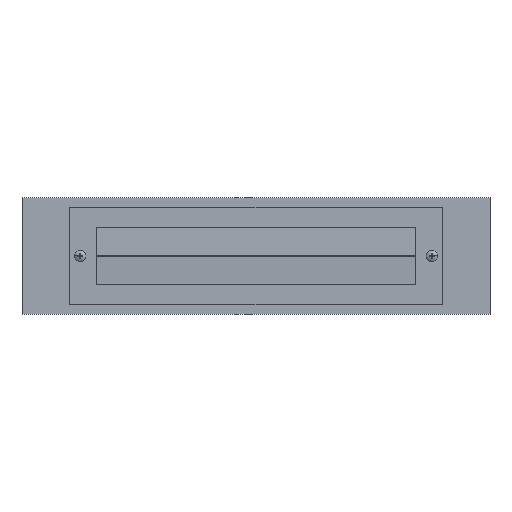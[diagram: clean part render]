
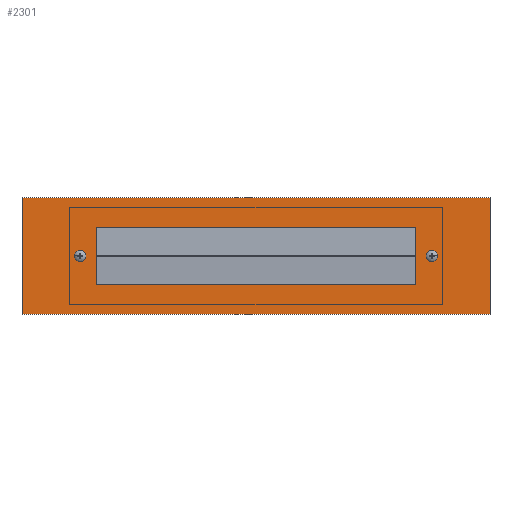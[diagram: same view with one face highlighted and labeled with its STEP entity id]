
A CAD part, top view. The second image highlights one B-rep face of the part: STEP entity #2301.
In plain terms, the highlighted planar face has unit normal (0, 0, 1).
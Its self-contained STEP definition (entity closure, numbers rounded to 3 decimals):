
#57 = EDGE_LOOP ( 'NONE', ( #3913, #729, #774, #1196 ) ) ;
#67 = ORIENTED_EDGE ( 'NONE', *, *, #3970, .F. ) ;
#71 = EDGE_CURVE ( 'NONE', #2272, #2277, #4140, .T. ) ;
#74 = ORIENTED_EDGE ( 'NONE', *, *, #1161, .T. ) ;
#142 = ORIENTED_EDGE ( 'NONE', *, *, #3097, .T. ) ;
#198 = LINE ( 'NONE', #3478, #2429 ) ;
#405 = CARTESIAN_POINT ( 'NONE',  ( 152.5, 0., 0.01 ) ) ;
#431 = DIRECTION ( 'NONE',  ( 0., 1., 0. ) ) ;
#439 = VECTOR ( 'NONE', #431, 1000. ) ;
#532 = CIRCLE ( 'NONE', #1758, 3. ) ;
#614 = LINE ( 'NONE', #3883, #2152 ) ;
#637 = EDGE_LOOP ( 'NONE', ( #1097, #2993, #142, #74 ) ) ;
#658 = FACE_BOUND ( 'NONE', #1954, .T. ) ;
#680 = CARTESIAN_POINT ( 'NONE',  ( -136., -24., 0.01 ) ) ;
#725 = DIRECTION ( 'NONE',  ( 1., 0., 0. ) ) ;
#729 = ORIENTED_EDGE ( 'NONE', *, *, #3017, .F. ) ;
#774 = ORIENTED_EDGE ( 'NONE', *, *, #3967, .F. ) ;
#786 = ORIENTED_EDGE ( 'NONE', *, *, #3756, .F. ) ;
#798 = VERTEX_POINT ( 'NONE', #1613 ) ;
#819 = DIRECTION ( 'NONE',  ( -1., 0., 0. ) ) ;
#868 = AXIS2_PLACEMENT_3D ( 'NONE', #1075, #2033, #725 ) ;
#933 = LINE ( 'NONE', #1242, #1869 ) ;
#990 = DIRECTION ( 'NONE',  ( 0., 0., 1. ) ) ;
#1043 = LINE ( 'NONE', #3376, #439 ) ;
#1044 = DIRECTION ( 'NONE',  ( 1., 0., 0. ) ) ;
#1053 = VERTEX_POINT ( 'NONE', #4198 ) ;
#1067 = CARTESIAN_POINT ( 'NONE',  ( 149.5, 0., 0.01 ) ) ;
#1075 = CARTESIAN_POINT ( 'NONE',  ( -149.5, 0., 0.01 ) ) ;
#1097 = ORIENTED_EDGE ( 'NONE', *, *, #3194, .T. ) ;
#1098 = DIRECTION ( 'NONE',  ( 0., 0., 1. ) ) ;
#1147 = CIRCLE ( 'NONE', #868, 3. ) ;
#1161 = EDGE_CURVE ( 'NONE', #1223, #3087, #2143, .T. ) ;
#1196 = ORIENTED_EDGE ( 'NONE', *, *, #2399, .F. ) ;
#1223 = VERTEX_POINT ( 'NONE', #4123 ) ;
#1242 = CARTESIAN_POINT ( 'NONE',  ( -136., 24., 0.01 ) ) ;
#1289 = VERTEX_POINT ( 'NONE', #1539 ) ;
#1298 = CARTESIAN_POINT ( 'NONE',  ( 0., 0., 0.01 ) ) ;
#1305 = VERTEX_POINT ( 'NONE', #1481 ) ;
#1336 = CARTESIAN_POINT ( 'NONE',  ( -136., -24., 0.01 ) ) ;
#1346 = FACE_BOUND ( 'NONE', #3293, .T. ) ;
#1358 = LINE ( 'NONE', #1336, #1624 ) ;
#1481 = CARTESIAN_POINT ( 'NONE',  ( 136., 24., 0.01 ) ) ;
#1497 = CARTESIAN_POINT ( 'NONE',  ( -136., -24., 0.01 ) ) ;
#1539 = CARTESIAN_POINT ( 'NONE',  ( -199., -49.5, 0.01 ) ) ;
#1585 = CARTESIAN_POINT ( 'NONE',  ( 149.5, 0., 0.01 ) ) ;
#1601 = VERTEX_POINT ( 'NONE', #680 ) ;
#1613 = CARTESIAN_POINT ( 'NONE',  ( 199., -49.5, 0.01 ) ) ;
#1624 = VECTOR ( 'NONE', #1044, 1000. ) ;
#1654 = CARTESIAN_POINT ( 'NONE',  ( -199., 49.5, 0.01 ) ) ;
#1711 = EDGE_CURVE ( 'NONE', #1305, #1053, #933, .T. ) ;
#1721 = DIRECTION ( 'NONE',  ( 0., 0., 1. ) ) ;
#1746 = CIRCLE ( 'NONE', #2852, 3. ) ;
#1758 = AXIS2_PLACEMENT_3D ( 'NONE', #1067, #1721, #3653 ) ;
#1792 = ORIENTED_EDGE ( 'NONE', *, *, #71, .F. ) ;
#1814 = AXIS2_PLACEMENT_3D ( 'NONE', #1298, #990, #1969 ) ;
#1821 = CARTESIAN_POINT ( 'NONE',  ( 146.5, 0., 0.01 ) ) ;
#1825 = CARTESIAN_POINT ( 'NONE',  ( -199., 49.5, 0.01 ) ) ;
#1850 = AXIS2_PLACEMENT_3D ( 'NONE', #3468, #1098, #3034 ) ;
#1869 = VECTOR ( 'NONE', #2564, 1000. ) ;
#1929 = LINE ( 'NONE', #4247, #1968 ) ;
#1954 = EDGE_LOOP ( 'NONE', ( #67, #3450 ) ) ;
#1968 = VECTOR ( 'NONE', #2234, 1000. ) ;
#1969 = DIRECTION ( 'NONE',  ( 1., 0., 0. ) ) ;
#2033 = DIRECTION ( 'NONE',  ( 0., 0., 1. ) ) ;
#2143 = LINE ( 'NONE', #1825, #2553 ) ;
#2152 = VECTOR ( 'NONE', #2880, 1000. ) ;
#2214 = VERTEX_POINT ( 'NONE', #405 ) ;
#2234 = DIRECTION ( 'NONE',  ( 1., 0., 0. ) ) ;
#2272 = VERTEX_POINT ( 'NONE', #3232 ) ;
#2276 = PLANE ( 'NONE',  #1814 ) ;
#2277 = VERTEX_POINT ( 'NONE', #3921 ) ;
#2280 = DIRECTION ( 'NONE',  ( 0., 0., 1. ) ) ;
#2301 = ADVANCED_FACE ( 'NONE', ( #658, #2924, #4240, #1346 ), #2276, .T. ) ;
#2399 = EDGE_CURVE ( 'NONE', #1053, #1601, #3122, .T. ) ;
#2429 = VECTOR ( 'NONE', #2821, 1000. ) ;
#2515 = DIRECTION ( 'NONE',  ( 1., 0., 0. ) ) ;
#2553 = VECTOR ( 'NONE', #819, 1000. ) ;
#2564 = DIRECTION ( 'NONE',  ( -1., 0., 0. ) ) ;
#2815 = DIRECTION ( 'NONE',  ( 0., -1., 0. ) ) ;
#2821 = DIRECTION ( 'NONE',  ( 0., 1., 0. ) ) ;
#2852 = AXIS2_PLACEMENT_3D ( 'NONE', #1585, #2280, #2515 ) ;
#2880 = DIRECTION ( 'NONE',  ( 0., -1., 0. ) ) ;
#2919 = VECTOR ( 'NONE', #2815, 1000. ) ;
#2924 = FACE_OUTER_BOUND ( 'NONE', #637, .T. ) ;
#2993 = ORIENTED_EDGE ( 'NONE', *, *, #4219, .T. ) ;
#3017 = EDGE_CURVE ( 'NONE', #3887, #1305, #1043, .T. ) ;
#3034 = DIRECTION ( 'NONE',  ( 1., 0., 0. ) ) ;
#3087 = VERTEX_POINT ( 'NONE', #1654 ) ;
#3097 = EDGE_CURVE ( 'NONE', #798, #1223, #198, .T. ) ;
#3122 = LINE ( 'NONE', #1497, #2919 ) ;
#3194 = EDGE_CURVE ( 'NONE', #3087, #1289, #614, .T. ) ;
#3232 = CARTESIAN_POINT ( 'NONE',  ( -152.5, 0., 0.01 ) ) ;
#3253 = EDGE_CURVE ( 'NONE', #2214, #3487, #1746, .T. ) ;
#3293 = EDGE_LOOP ( 'NONE', ( #1792, #786 ) ) ;
#3376 = CARTESIAN_POINT ( 'NONE',  ( 136., -24., 0.01 ) ) ;
#3450 = ORIENTED_EDGE ( 'NONE', *, *, #3253, .F. ) ;
#3468 = CARTESIAN_POINT ( 'NONE',  ( -149.5, 0., 0.01 ) ) ;
#3478 = CARTESIAN_POINT ( 'NONE',  ( 199., 49.5, 0.01 ) ) ;
#3487 = VERTEX_POINT ( 'NONE', #1821 ) ;
#3653 = DIRECTION ( 'NONE',  ( 1., 0., 0. ) ) ;
#3756 = EDGE_CURVE ( 'NONE', #2277, #2272, #1147, .T. ) ;
#3883 = CARTESIAN_POINT ( 'NONE',  ( -199., 49.5, 0.01 ) ) ;
#3887 = VERTEX_POINT ( 'NONE', #4270 ) ;
#3913 = ORIENTED_EDGE ( 'NONE', *, *, #1711, .F. ) ;
#3921 = CARTESIAN_POINT ( 'NONE',  ( -146.5, 0., 0.01 ) ) ;
#3967 = EDGE_CURVE ( 'NONE', #1601, #3887, #1358, .T. ) ;
#3970 = EDGE_CURVE ( 'NONE', #3487, #2214, #532, .T. ) ;
#4123 = CARTESIAN_POINT ( 'NONE',  ( 199., 49.5, 0.01 ) ) ;
#4140 = CIRCLE ( 'NONE', #1850, 3. ) ;
#4198 = CARTESIAN_POINT ( 'NONE',  ( -136., 24., 0.01 ) ) ;
#4219 = EDGE_CURVE ( 'NONE', #1289, #798, #1929, .T. ) ;
#4240 = FACE_BOUND ( 'NONE', #57, .T. ) ;
#4247 = CARTESIAN_POINT ( 'NONE',  ( -199., -49.5, 0.01 ) ) ;
#4270 = CARTESIAN_POINT ( 'NONE',  ( 136., -24., 0.01 ) ) ;
